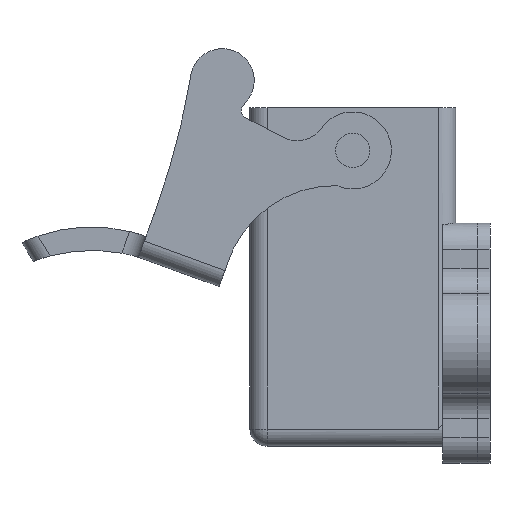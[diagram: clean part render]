
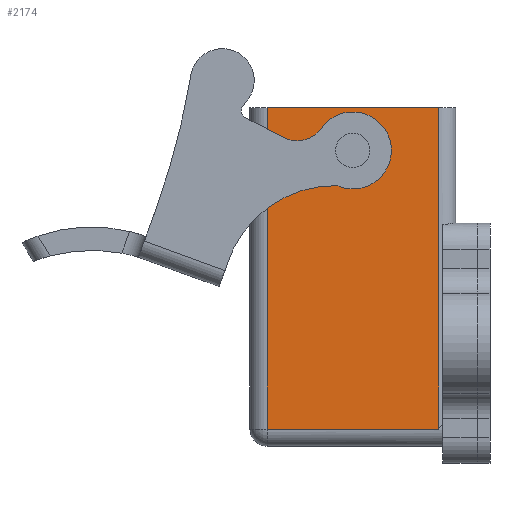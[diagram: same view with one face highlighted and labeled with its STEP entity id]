
A CAD part, left-side view. The second image highlights one B-rep face of the part: STEP entity #2174.
In plain terms, the highlighted planar face has unit normal (-1, 0, 0).
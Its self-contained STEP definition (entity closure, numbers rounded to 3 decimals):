
#50 = EDGE_CURVE ( 'NONE', #1541, #1458, #4920, .T. ) ;
#72 = EDGE_CURVE ( 'NONE', #1541, #1429, #4925, .T. ) ;
#90 = EDGE_CURVE ( 'NONE', #4200, #4200, #225, .T. ) ;
#184 = EDGE_CURVE ( 'NONE', #1460, #1458, #2559, .T. ) ;
#197 = EDGE_CURVE ( 'NONE', #1429, #1460, #2575, .T. ) ;
#225 = CIRCLE ( 'NONE', #608, 3. ) ;
#228 = CARTESIAN_POINT ( 'NONE',  ( 2., 2.5, -24. ) ) ;
#241 = DIRECTION ( 'NONE',  ( -1., 0., 0. ) ) ;
#242 = DIRECTION ( 'NONE',  ( 0., 0., 1. ) ) ;
#450 = PLANE ( 'NONE',  #3006 ) ;
#513 = VECTOR ( 'NONE', #794, 1000. ) ;
#608 = AXIS2_PLACEMENT_3D ( 'NONE', #1177, #1178, #1194 ) ;
#624 = VECTOR ( 'NONE', #1382, 1000. ) ;
#792 = CARTESIAN_POINT ( 'NONE',  ( 2., 2.5, -24. ) ) ;
#794 = DIRECTION ( 'NONE',  ( 0., 1., 0. ) ) ;
#1177 = CARTESIAN_POINT ( 'NONE',  ( 2., 14.5, 8.5 ) ) ;
#1178 = DIRECTION ( 'NONE',  ( -1., 0., 0. ) ) ;
#1194 = DIRECTION ( 'NONE',  ( 0., 0., 1. ) ) ;
#1271 = CARTESIAN_POINT ( 'NONE',  ( 2., 24.5, -24. ) ) ;
#1278 = DIRECTION ( 'NONE',  ( 0., 0., -1. ) ) ;
#1322 = CARTESIAN_POINT ( 'NONE',  ( 2., 2.5, 13.5 ) ) ;
#1323 = DIRECTION ( 'NONE',  ( 0., 1., 0. ) ) ;
#1382 = DIRECTION ( 'NONE',  ( 0., 0., 1. ) ) ;
#1391 = CARTESIAN_POINT ( 'NONE',  ( 2., 4.5, 13.5 ) ) ;
#1429 = VERTEX_POINT ( 'NONE', #5437 ) ;
#1458 = VERTEX_POINT ( 'NONE', #5543 ) ;
#1460 = VERTEX_POINT ( 'NONE', #5545 ) ;
#1541 = VERTEX_POINT ( 'NONE', #5448 ) ;
#1599 = EDGE_LOOP ( 'NONE', ( #1807, #1810, #1809, #1811 ) ) ;
#1603 = EDGE_LOOP ( 'NONE', ( #1813 ) ) ;
#1807 = ORIENTED_EDGE ( 'NONE', *, *, #50, .F. ) ;
#1809 = ORIENTED_EDGE ( 'NONE', *, *, #197, .T. ) ;
#1810 = ORIENTED_EDGE ( 'NONE', *, *, #72, .T. ) ;
#1811 = ORIENTED_EDGE ( 'NONE', *, *, #184, .T. ) ;
#1813 = ORIENTED_EDGE ( 'NONE', *, *, #90, .F. ) ;
#2174 = ADVANCED_FACE ( 'NONE', ( #2739, #2740 ), #450, .T. ) ;
#2559 = LINE ( 'NONE', #1271, #4493 ) ;
#2575 = LINE ( 'NONE', #1322, #4455 ) ;
#2739 = FACE_OUTER_BOUND ( 'NONE', #1599, .T. ) ;
#2740 = FACE_BOUND ( 'NONE', #1603, .T. ) ;
#3006 = AXIS2_PLACEMENT_3D ( 'NONE', #228, #241, #242 ) ;
#4061 = CARTESIAN_POINT ( 'NONE',  ( 2., 14.5, 11.5 ) ) ;
#4200 = VERTEX_POINT ( 'NONE', #4061 ) ;
#4455 = VECTOR ( 'NONE', #1323, 1000. ) ;
#4493 = VECTOR ( 'NONE', #1278, 1000. ) ;
#4920 = LINE ( 'NONE', #792, #513 ) ;
#4925 = LINE ( 'NONE', #1391, #624 ) ;
#5437 = CARTESIAN_POINT ( 'NONE',  ( 2., 4.5, 13.5 ) ) ;
#5448 = CARTESIAN_POINT ( 'NONE',  ( 2., 4.5, -24. ) ) ;
#5543 = CARTESIAN_POINT ( 'NONE',  ( 2., 24.5, -24. ) ) ;
#5545 = CARTESIAN_POINT ( 'NONE',  ( 2., 24.5, 13.5 ) ) ;
